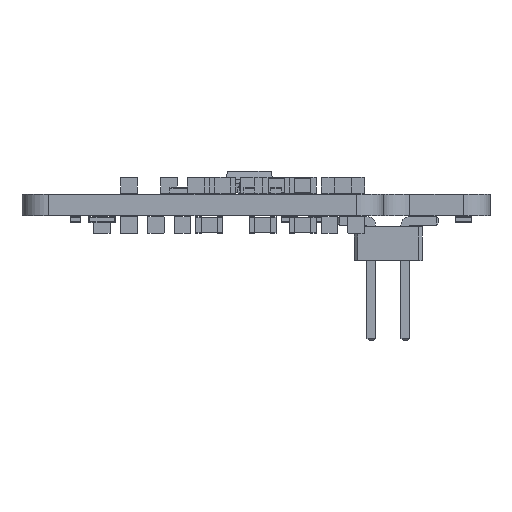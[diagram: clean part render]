
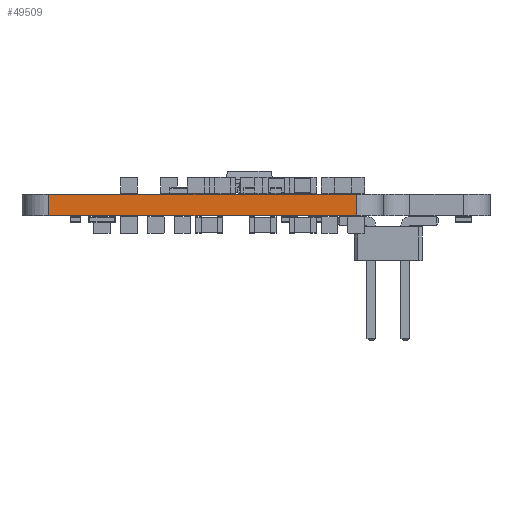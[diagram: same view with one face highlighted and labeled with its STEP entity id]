
A CAD part, left-side view. The second image highlights one B-rep face of the part: STEP entity #49509.
In plain terms, the highlighted planar face has unit normal (-1, 0, 0).
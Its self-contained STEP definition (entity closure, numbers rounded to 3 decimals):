
#46277 = PLANE('',#46278);
#46278 = AXIS2_PLACEMENT_3D('',#46279,#46280,#46281);
#46279 = CARTESIAN_POINT('',(204.313,-37.518,1.6));
#46280 = DIRECTION('',(0.,0.,1.));
#46281 = DIRECTION('',(1.,0.,-0.));
#46331 = PLANE('',#46332);
#46332 = AXIS2_PLACEMENT_3D('',#46333,#46334,#46335);
#46333 = CARTESIAN_POINT('',(204.313,-37.518,0.));
#46334 = DIRECTION('',(0.,0.,1.));
#46335 = DIRECTION('',(1.,0.,-0.));
#46585 = VERTEX_POINT('',#46586);
#46586 = CARTESIAN_POINT('',(158.,-24.,0.));
#46601 = CYLINDRICAL_SURFACE('',#46602,2.);
#46602 = AXIS2_PLACEMENT_3D('',#46603,#46604,#46605);
#46603 = CARTESIAN_POINT('',(160.,-24.,0.));
#46604 = DIRECTION('',(-0.,-0.,-1.));
#46605 = DIRECTION('',(1.,0.,-0.));
#46613 = EDGE_CURVE('',#46585,#46614,#46616,.T.);
#46614 = VERTEX_POINT('',#46615);
#46615 = CARTESIAN_POINT('',(158.,-47.,0.));
#46616 = SURFACE_CURVE('',#46617,(#46621,#46628),.PCURVE_S1.);
#46617 = LINE('',#46618,#46619);
#46618 = CARTESIAN_POINT('',(158.,-24.,0.));
#46619 = VECTOR('',#46620,1.);
#46620 = DIRECTION('',(0.,-1.,0.));
#46621 = PCURVE('',#46331,#46622);
#46622 = DEFINITIONAL_REPRESENTATION('',(#46623),#46627);
#46623 = LINE('',#46624,#46625);
#46624 = CARTESIAN_POINT('',(-46.313,13.518));
#46625 = VECTOR('',#46626,1.);
#46626 = DIRECTION('',(0.,-1.));
#46627 = ( GEOMETRIC_REPRESENTATION_CONTEXT(2) 
PARAMETRIC_REPRESENTATION_CONTEXT() REPRESENTATION_CONTEXT('2D SPACE',''
  ) );
#46628 = PCURVE('',#46629,#46634);
#46629 = PLANE('',#46630);
#46630 = AXIS2_PLACEMENT_3D('',#46631,#46632,#46633);
#46631 = CARTESIAN_POINT('',(158.,-24.,0.));
#46632 = DIRECTION('',(1.,0.,-0.));
#46633 = DIRECTION('',(0.,-1.,0.));
#46634 = DEFINITIONAL_REPRESENTATION('',(#46635),#46639);
#46635 = LINE('',#46636,#46637);
#46636 = CARTESIAN_POINT('',(0.,0.));
#46637 = VECTOR('',#46638,1.);
#46638 = DIRECTION('',(1.,0.));
#46639 = ( GEOMETRIC_REPRESENTATION_CONTEXT(2) 
PARAMETRIC_REPRESENTATION_CONTEXT() REPRESENTATION_CONTEXT('2D SPACE',''
  ) );
#46658 = CYLINDRICAL_SURFACE('',#46659,2.);
#46659 = AXIS2_PLACEMENT_3D('',#46660,#46661,#46662);
#46660 = CARTESIAN_POINT('',(160.,-47.,0.));
#46661 = DIRECTION('',(-0.,-0.,-1.));
#46662 = DIRECTION('',(1.,0.,-0.));
#48095 = VERTEX_POINT('',#48096);
#48096 = CARTESIAN_POINT('',(158.,-24.,1.6));
#48118 = EDGE_CURVE('',#48095,#48119,#48121,.T.);
#48119 = VERTEX_POINT('',#48120);
#48120 = CARTESIAN_POINT('',(158.,-47.,1.6));
#48121 = SURFACE_CURVE('',#48122,(#48126,#48133),.PCURVE_S1.);
#48122 = LINE('',#48123,#48124);
#48123 = CARTESIAN_POINT('',(158.,-24.,1.6));
#48124 = VECTOR('',#48125,1.);
#48125 = DIRECTION('',(0.,-1.,0.));
#48126 = PCURVE('',#46277,#48127);
#48127 = DEFINITIONAL_REPRESENTATION('',(#48128),#48132);
#48128 = LINE('',#48129,#48130);
#48129 = CARTESIAN_POINT('',(-46.313,13.518));
#48130 = VECTOR('',#48131,1.);
#48131 = DIRECTION('',(0.,-1.));
#48132 = ( GEOMETRIC_REPRESENTATION_CONTEXT(2) 
PARAMETRIC_REPRESENTATION_CONTEXT() REPRESENTATION_CONTEXT('2D SPACE',''
  ) );
#48133 = PCURVE('',#46629,#48134);
#48134 = DEFINITIONAL_REPRESENTATION('',(#48135),#48139);
#48135 = LINE('',#48136,#48137);
#48136 = CARTESIAN_POINT('',(0.,-1.6));
#48137 = VECTOR('',#48138,1.);
#48138 = DIRECTION('',(1.,0.));
#48139 = ( GEOMETRIC_REPRESENTATION_CONTEXT(2) 
PARAMETRIC_REPRESENTATION_CONTEXT() REPRESENTATION_CONTEXT('2D SPACE',''
  ) );
#49459 = EDGE_CURVE('',#46614,#48119,#49460,.T.);
#49460 = SURFACE_CURVE('',#49461,(#49465,#49472),.PCURVE_S1.);
#49461 = LINE('',#49462,#49463);
#49462 = CARTESIAN_POINT('',(158.,-47.,0.));
#49463 = VECTOR('',#49464,1.);
#49464 = DIRECTION('',(0.,0.,1.));
#49465 = PCURVE('',#46658,#49466);
#49466 = DEFINITIONAL_REPRESENTATION('',(#49467),#49471);
#49467 = LINE('',#49468,#49469);
#49468 = CARTESIAN_POINT('',(-3.142,0.));
#49469 = VECTOR('',#49470,1.);
#49470 = DIRECTION('',(-0.,-1.));
#49471 = ( GEOMETRIC_REPRESENTATION_CONTEXT(2) 
PARAMETRIC_REPRESENTATION_CONTEXT() REPRESENTATION_CONTEXT('2D SPACE',''
  ) );
#49472 = PCURVE('',#46629,#49473);
#49473 = DEFINITIONAL_REPRESENTATION('',(#49474),#49478);
#49474 = LINE('',#49475,#49476);
#49475 = CARTESIAN_POINT('',(23.,0.));
#49476 = VECTOR('',#49477,1.);
#49477 = DIRECTION('',(0.,-1.));
#49478 = ( GEOMETRIC_REPRESENTATION_CONTEXT(2) 
PARAMETRIC_REPRESENTATION_CONTEXT() REPRESENTATION_CONTEXT('2D SPACE',''
  ) );
#49488 = EDGE_CURVE('',#46585,#48095,#49489,.T.);
#49489 = SURFACE_CURVE('',#49490,(#49494,#49501),.PCURVE_S1.);
#49490 = LINE('',#49491,#49492);
#49491 = CARTESIAN_POINT('',(158.,-24.,0.));
#49492 = VECTOR('',#49493,1.);
#49493 = DIRECTION('',(0.,0.,1.));
#49494 = PCURVE('',#46601,#49495);
#49495 = DEFINITIONAL_REPRESENTATION('',(#49496),#49500);
#49496 = LINE('',#49497,#49498);
#49497 = CARTESIAN_POINT('',(-3.142,0.));
#49498 = VECTOR('',#49499,1.);
#49499 = DIRECTION('',(-0.,-1.));
#49500 = ( GEOMETRIC_REPRESENTATION_CONTEXT(2) 
PARAMETRIC_REPRESENTATION_CONTEXT() REPRESENTATION_CONTEXT('2D SPACE',''
  ) );
#49501 = PCURVE('',#46629,#49502);
#49502 = DEFINITIONAL_REPRESENTATION('',(#49503),#49507);
#49503 = LINE('',#49504,#49505);
#49504 = CARTESIAN_POINT('',(0.,0.));
#49505 = VECTOR('',#49506,1.);
#49506 = DIRECTION('',(0.,-1.));
#49507 = ( GEOMETRIC_REPRESENTATION_CONTEXT(2) 
PARAMETRIC_REPRESENTATION_CONTEXT() REPRESENTATION_CONTEXT('2D SPACE',''
  ) );
#49509 = ADVANCED_FACE('',(#49510),#46629,.F.);
#49510 = FACE_BOUND('',#49511,.F.);
#49511 = EDGE_LOOP('',(#49512,#49513,#49514,#49515));
#49512 = ORIENTED_EDGE('',*,*,#49488,.T.);
#49513 = ORIENTED_EDGE('',*,*,#48118,.T.);
#49514 = ORIENTED_EDGE('',*,*,#49459,.F.);
#49515 = ORIENTED_EDGE('',*,*,#46613,.F.);
